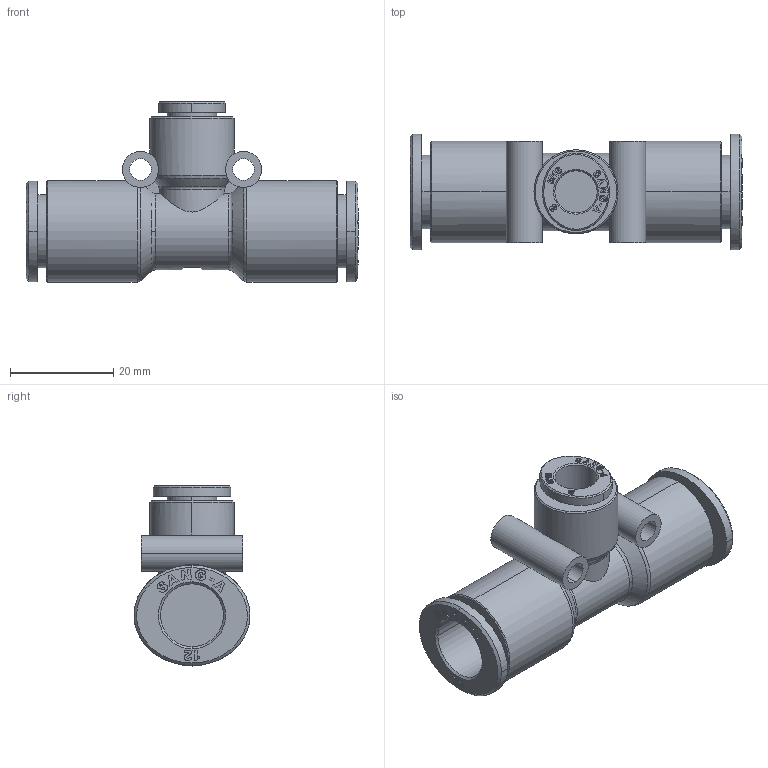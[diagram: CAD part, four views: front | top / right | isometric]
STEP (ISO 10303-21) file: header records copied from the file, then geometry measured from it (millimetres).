
FILE_DESCRIPTION (( 'STEP AP214' ), '1' );
FILE_NAME ('PUG12-08.stp', '2015-09-03T08:45:33', ( '' ), ( '' ), 'SwSTEP 2.0', 'SolidWorks 2015', '' );
FILE_SCHEMA (( 'AUTOMOTIVE_DESIGN' ));
Length unit declared in the file: millimetre
Products named in the file (2): PUG12-08; ｦ+ﾃｦ1
Assembly tree (1 placements, depth 2):
  PUG12-08
    ｦ+ﾃｦ1
Bounding box: 64.4 x 22.5 x 34.95 mm (x, y, z)
Volume: 15004.4 mm3; surface area: 9538.8 mm2
Topology: 1 solids, 1 shells, 1147 faces, 3280 edges, 2181 vertices
Faces by surface type: plane 1024, bspline 53, cylinder 39, cone 23, torus 8
Entity records: 40064 total; most frequent: CARTESIAN_POINT 9874, ORIENTED_EDGE 6560, DIRECTION 5426, EDGE_CURVE 3280, VECTOR 2982, LINE 2982, VERTEX_POINT 2181, AXIS2_PLACEMENT_3D 1222
